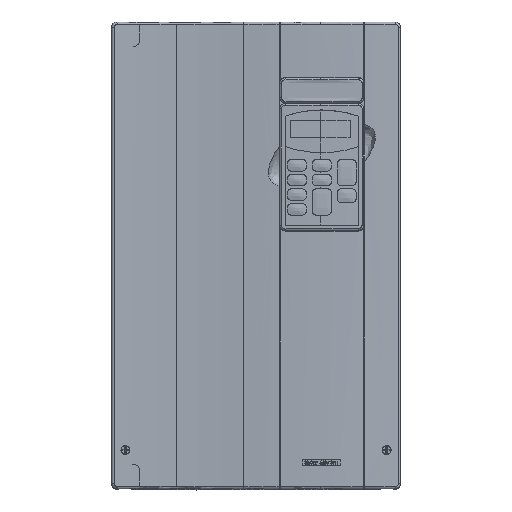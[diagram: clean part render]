
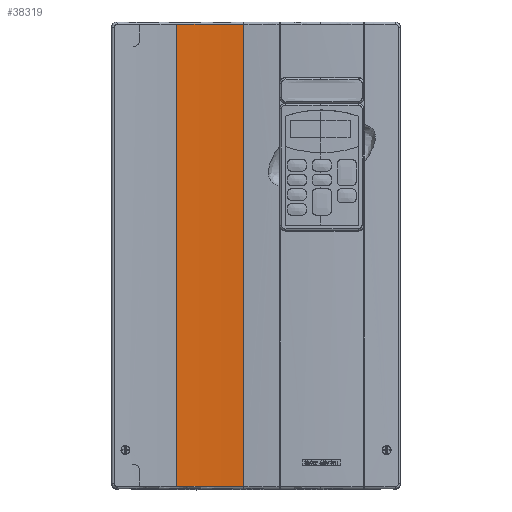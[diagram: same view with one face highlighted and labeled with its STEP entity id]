
A CAD part, top view. The second image highlights one B-rep face of the part: STEP entity #38319.
In plain terms, the highlighted cylindrical face has radius 674.116 mm (diameter 1348.23 mm), a partial arc.
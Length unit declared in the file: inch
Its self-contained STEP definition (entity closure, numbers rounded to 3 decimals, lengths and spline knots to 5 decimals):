
#197 = CARTESIAN_POINT ( 'NONE',  ( -2.7, 7.95, 30.40922 ) ) ;
#438 = EDGE_CURVE ( 'NONE', #39521, #41384, #32948, .T. ) ;
#726 = VERTEX_POINT ( 'NONE', #44982 ) ;
#1463 = CIRCLE ( 'NONE', #44325, 26.54 ) ;
#2185 = CYLINDRICAL_SURFACE ( 'NONE', #16317, 26.54 ) ;
#2297 = ORIENTED_EDGE ( 'NONE', *, *, #438, .F. ) ;
#4484 = CARTESIAN_POINT ( 'NONE',  ( -0.42089, 7.87, 3.96726 ) ) ;
#10355 = CARTESIAN_POINT ( 'NONE',  ( -2.7, -7.87, 30.40922 ) ) ;
#15306 = DIRECTION ( 'NONE',  ( 0., 0., 1. ) ) ;
#15590 = CARTESIAN_POINT ( 'NONE',  ( -0.42089, 7.95, 3.96726 ) ) ;
#16317 = AXIS2_PLACEMENT_3D ( 'NONE', #197, #63178, #58699 ) ;
#20046 = VECTOR ( 'NONE', #20857, 39.37008 ) ;
#20857 = DIRECTION ( 'NONE',  ( 0., -1., 0. ) ) ;
#24329 = CARTESIAN_POINT ( 'NONE',  ( -2.7, 7.87, 30.40922 ) ) ;
#25969 = LINE ( 'NONE', #51316, #37321 ) ;
#26340 = CARTESIAN_POINT ( 'NONE',  ( -2.7, -7.87, 3.86922 ) ) ;
#29177 = DIRECTION ( 'NONE',  ( 0., 0., 1. ) ) ;
#29903 = ORIENTED_EDGE ( 'NONE', *, *, #33854, .T. ) ;
#32948 = LINE ( 'NONE', #15590, #20046 ) ;
#32975 = ORIENTED_EDGE ( 'NONE', *, *, #59074, .T. ) ;
#33854 = EDGE_CURVE ( 'NONE', #39521, #726, #39994, .T. ) ;
#34179 = FACE_OUTER_BOUND ( 'NONE', #38153, .T. ) ;
#36614 = ORIENTED_EDGE ( 'NONE', *, *, #48017, .T. ) ;
#37321 = VECTOR ( 'NONE', #56170, 39.37008 ) ;
#38153 = EDGE_LOOP ( 'NONE', ( #29903, #36614, #32975, #2297 ) ) ;
#38319 = ADVANCED_FACE ( 'NONE', ( #34179 ), #2185, .F. ) ;
#39521 = VERTEX_POINT ( 'NONE', #4484 ) ;
#39994 = CIRCLE ( 'NONE', #42402, 26.54 ) ;
#41384 = VERTEX_POINT ( 'NONE', #61435 ) ;
#42402 = AXIS2_PLACEMENT_3D ( 'NONE', #24329, #58285, #29177 ) ;
#44325 = AXIS2_PLACEMENT_3D ( 'NONE', #10355, #44391, #15306 ) ;
#44391 = DIRECTION ( 'NONE',  ( 0., -1., 0. ) ) ;
#44982 = CARTESIAN_POINT ( 'NONE',  ( -2.7, 7.87, 3.86922 ) ) ;
#48017 = EDGE_CURVE ( 'NONE', #726, #60226, #25969, .T. ) ;
#51316 = CARTESIAN_POINT ( 'NONE',  ( -2.7, 7.95, 3.86922 ) ) ;
#56170 = DIRECTION ( 'NONE',  ( 0., -1., 0. ) ) ;
#58285 = DIRECTION ( 'NONE',  ( 0., 1., 0. ) ) ;
#58699 = DIRECTION ( 'NONE',  ( 0., 0., -1. ) ) ;
#59074 = EDGE_CURVE ( 'NONE', #60226, #41384, #1463, .T. ) ;
#60226 = VERTEX_POINT ( 'NONE', #26340 ) ;
#61435 = CARTESIAN_POINT ( 'NONE',  ( -0.42089, -7.87, 3.96726 ) ) ;
#63178 = DIRECTION ( 'NONE',  ( 0., -1., 0. ) ) ;
